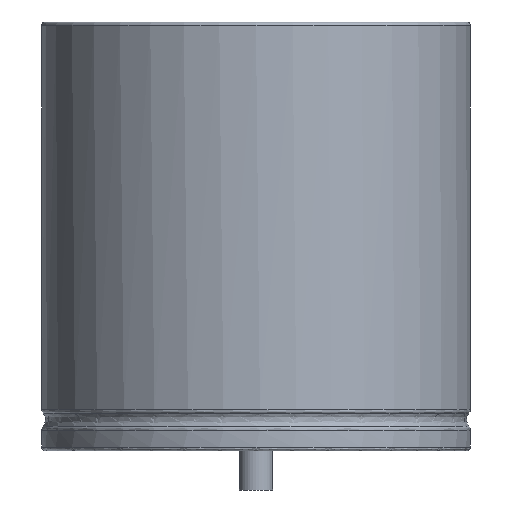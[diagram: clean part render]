
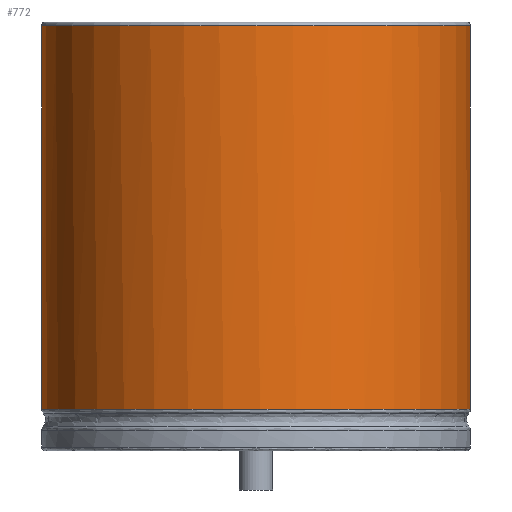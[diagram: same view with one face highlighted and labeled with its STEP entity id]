
A CAD part, left-side view. The second image highlights one B-rep face of the part: STEP entity #772.
In plain terms, the highlighted cylindrical face has radius 11 mm (diameter 22 mm), a partial arc.
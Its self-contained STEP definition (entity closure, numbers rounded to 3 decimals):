
#13=DIRECTION('',(0.,0.,1.));
#107=DIRECTION('',(0.,-0.,-1.));
#108=DIRECTION('',(0.924,-0.383,0.));
#230=VECTOR('',#13,1.);
#529=VERTEX_POINT('',#530);
#530=CARTESIAN_POINT('',(15.163,-4.21,2.135));
#538=ORIENTED_EDGE('',*,*,#539,.T.);
#539=EDGE_CURVE('',#529,#540,#542,.T.);
#540=VERTEX_POINT('',#541);
#541=CARTESIAN_POINT('',(15.163,4.21,2.135));
#542=B_SPLINE_CURVE_WITH_KNOTS('',12,(#543,#544,#545,#546,#547,#548,#549,#550,#551,#552,#553,#554,#555,#556,#557,#558,#559,#560,#561,#562,#563,#564,#565,#566,#567,#568,#569,#570,#571,#572,#573,#574,#575,#576,#577),.UNSPECIFIED.,.F.,.F.,(13,11,11,13),(-2.577,0.,60.476,63.052),.UNSPECIFIED.);
#543=CARTESIAN_POINT('',(16.149,-1.829,2.135));
#544=CARTESIAN_POINT('',(16.066,-2.029,2.135));
#545=CARTESIAN_POINT('',(15.983,-2.228,2.135));
#546=CARTESIAN_POINT('',(15.901,-2.427,2.135));
#547=CARTESIAN_POINT('',(15.818,-2.626,2.135));
#548=CARTESIAN_POINT('',(15.736,-2.825,2.135));
#549=CARTESIAN_POINT('',(15.654,-3.024,2.135));
#550=CARTESIAN_POINT('',(15.572,-3.222,2.135));
#551=CARTESIAN_POINT('',(15.49,-3.42,2.135));
#552=CARTESIAN_POINT('',(15.408,-3.618,2.135));
#553=CARTESIAN_POINT('',(15.326,-3.815,2.135));
#554=CARTESIAN_POINT('',(15.244,-4.013,2.135));
#555=CARTESIAN_POINT('',(13.247,-8.833,2.135));
#556=CARTESIAN_POINT('',(9.007,-12.577,2.135));
#557=CARTESIAN_POINT('',(2.886,-14.06,2.135));
#558=CARTESIAN_POINT('',(-3.677,-12.131,2.135));
#559=CARTESIAN_POINT('',(-8.564,-7.316,2.135));
#560=CARTESIAN_POINT('',(-11.014,0.,2.135));
#561=CARTESIAN_POINT('',(-8.564,7.316,2.135));
#562=CARTESIAN_POINT('',(-3.677,12.131,2.135));
#563=CARTESIAN_POINT('',(2.886,14.06,2.135));
#564=CARTESIAN_POINT('',(9.007,12.577,2.135));
#565=CARTESIAN_POINT('',(13.247,8.833,2.135));
#566=CARTESIAN_POINT('',(15.244,4.013,2.135));
#567=CARTESIAN_POINT('',(15.326,3.815,2.135));
#568=CARTESIAN_POINT('',(15.408,3.618,2.135));
#569=CARTESIAN_POINT('',(15.49,3.42,2.135));
#570=CARTESIAN_POINT('',(15.572,3.222,2.135));
#571=CARTESIAN_POINT('',(15.654,3.024,2.135));
#572=CARTESIAN_POINT('',(15.736,2.825,2.135));
#573=CARTESIAN_POINT('',(15.818,2.626,2.135));
#574=CARTESIAN_POINT('',(15.901,2.427,2.135));
#575=CARTESIAN_POINT('',(15.983,2.228,2.135));
#576=CARTESIAN_POINT('',(16.066,2.029,2.135));
#577=CARTESIAN_POINT('',(16.149,1.829,2.135));
#772=ADVANCED_FACE('',(#773),#792,.T.);
#773=FACE_BOUND('',#774,.F.);
#774=EDGE_LOOP('',(#775,#538,#781,#787));
#775=ORIENTED_EDGE('',*,*,#776,.F.);
#776=EDGE_CURVE('',#529,#777,#779,.T.);
#777=VERTEX_POINT('',#778);
#778=CARTESIAN_POINT('',(15.163,-4.21,21.8));
#779=LINE('',#780,#230);
#780=CARTESIAN_POINT('',(15.163,-4.21,2.));
#781=ORIENTED_EDGE('',*,*,#782,.T.);
#782=EDGE_CURVE('',#540,#783,#785,.T.);
#783=VERTEX_POINT('',#784);
#784=CARTESIAN_POINT('',(15.163,4.21,21.8));
#785=LINE('',#786,#230);
#786=CARTESIAN_POINT('',(15.163,4.21,2.));
#787=ORIENTED_EDGE('',*,*,#788,.F.);
#788=EDGE_CURVE('',#777,#783,#789,.T.);
#789=CIRCLE('',#790,11.);
#790=AXIS2_PLACEMENT_3D('',#791,#107,#108);
#791=CARTESIAN_POINT('',(5.,0.,21.8));
#792=CYLINDRICAL_SURFACE('',#793,11.);
#793=AXIS2_PLACEMENT_3D('',#794,#13,#108);
#794=CARTESIAN_POINT('',(5.,0.,2.));
